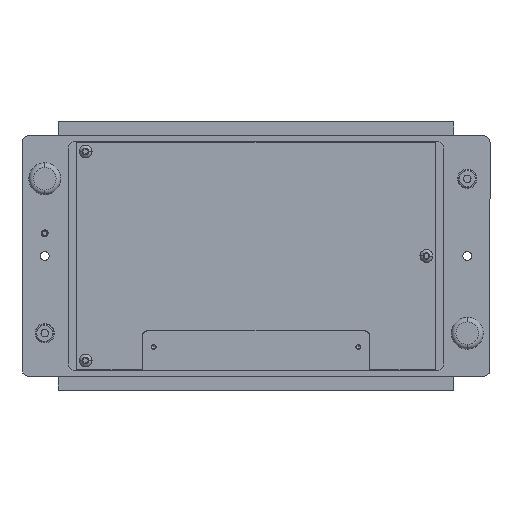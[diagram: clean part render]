
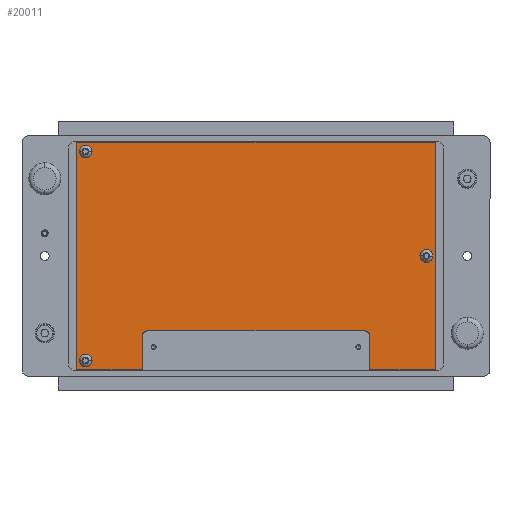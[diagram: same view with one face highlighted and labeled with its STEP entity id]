
A CAD part, front view. The second image highlights one B-rep face of the part: STEP entity #20011.
In plain terms, the highlighted planar face has unit normal (0, -1, 0).
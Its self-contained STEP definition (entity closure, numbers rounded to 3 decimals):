
#156 = EDGE_CURVE ( 'NONE', #19094, #14061, #17549, .T. ) ;
#218 = DIRECTION ( 'NONE',  ( 1., 0., 0. ) ) ;
#244 = EDGE_CURVE ( 'NONE', #3330, #23050, #11133, .T. ) ;
#351 = VERTEX_POINT ( 'NONE', #18480 ) ;
#750 = VECTOR ( 'NONE', #218, 1000. ) ;
#924 = EDGE_CURVE ( 'NONE', #2298, #3330, #7781, .T. ) ;
#937 = LINE ( 'NONE', #5998, #19905 ) ;
#1315 = VERTEX_POINT ( 'NONE', #7363 ) ;
#2059 = DIRECTION ( 'NONE',  ( 0., 0., -1. ) ) ;
#2212 = DIRECTION ( 'NONE',  ( 0., 0., -1. ) ) ;
#2298 = VERTEX_POINT ( 'NONE', #10074 ) ;
#2304 = CARTESIAN_POINT ( 'NONE',  ( -75., 0., 47.6 ) ) ;
#2823 = ORIENTED_EDGE ( 'NONE', *, *, #12498, .T. ) ;
#2824 = CARTESIAN_POINT ( 'NONE',  ( -79., 0., -50. ) ) ;
#3221 = VERTEX_POINT ( 'NONE', #2304 ) ;
#3232 = EDGE_CURVE ( 'NONE', #20467, #19094, #6110, .T. ) ;
#3330 = VERTEX_POINT ( 'NONE', #22731 ) ;
#3358 = VECTOR ( 'NONE', #9983, 1000. ) ;
#3532 = DIRECTION ( 'NONE',  ( 0., 0., 1. ) ) ;
#4087 = CIRCLE ( 'NONE', #18493, 2. ) ;
#4116 = DIRECTION ( 'NONE',  ( 0., 0., 1. ) ) ;
#4145 = EDGE_CURVE ( 'NONE', #10916, #7006, #7697, .T. ) ;
#4224 = LINE ( 'NONE', #6544, #10622 ) ;
#4287 = DIRECTION ( 'NONE',  ( 0., 0., 1. ) ) ;
#4469 = ORIENTED_EDGE ( 'NONE', *, *, #21840, .T. ) ;
#4526 = CIRCLE ( 'NONE', #12545, 1.6 ) ;
#4766 = CARTESIAN_POINT ( 'NONE',  ( -50., 0., -35. ) ) ;
#5043 = ORIENTED_EDGE ( 'NONE', *, *, #156, .T. ) ;
#5278 = CARTESIAN_POINT ( 'NONE',  ( 48., 0., -33. ) ) ;
#5302 = VECTOR ( 'NONE', #9534, 1000. ) ;
#5376 = EDGE_CURVE ( 'NONE', #20467, #1315, #15704, .T. ) ;
#5436 = CARTESIAN_POINT ( 'NONE',  ( -48., 0., -35. ) ) ;
#5471 = DIRECTION ( 'NONE',  ( 0., 0., 1. ) ) ;
#5538 = ORIENTED_EDGE ( 'NONE', *, *, #244, .F. ) ;
#5546 = CIRCLE ( 'NONE', #13486, 1.6 ) ;
#5575 = EDGE_LOOP ( 'NONE', ( #10170, #4469 ) ) ;
#5732 = FACE_OUTER_BOUND ( 'NONE', #21426, .T. ) ;
#5813 = CARTESIAN_POINT ( 'NONE',  ( -75., 0., 46. ) ) ;
#5998 = CARTESIAN_POINT ( 'NONE',  ( -79., 0., 50. ) ) ;
#6009 = ORIENTED_EDGE ( 'NONE', *, *, #7791, .T. ) ;
#6056 = CARTESIAN_POINT ( 'NONE',  ( 75., 0., 0. ) ) ;
#6110 = LINE ( 'NONE', #16769, #19749 ) ;
#6544 = CARTESIAN_POINT ( 'NONE',  ( 50., 0., -50. ) ) ;
#6698 = ORIENTED_EDGE ( 'NONE', *, *, #4145, .T. ) ;
#6742 = ORIENTED_EDGE ( 'NONE', *, *, #8713, .T. ) ;
#7006 = VERTEX_POINT ( 'NONE', #7226 ) ;
#7185 = VERTEX_POINT ( 'NONE', #12980 ) ;
#7226 = CARTESIAN_POINT ( 'NONE',  ( -75., 0., -47.6 ) ) ;
#7363 = CARTESIAN_POINT ( 'NONE',  ( -79., 0., -50. ) ) ;
#7578 = DIRECTION ( 'NONE',  ( 0., 0., 1. ) ) ;
#7644 = DIRECTION ( 'NONE',  ( 0., 1., 0. ) ) ;
#7697 = CIRCLE ( 'NONE', #17038, 1.6 ) ;
#7781 = LINE ( 'NONE', #11743, #3358 ) ;
#7791 = EDGE_CURVE ( 'NONE', #3221, #17677, #16381, .T. ) ;
#8016 = DIRECTION ( 'NONE',  ( 0., 0., -1. ) ) ;
#8144 = AXIS2_PLACEMENT_3D ( 'NONE', #5436, #16211, #2059 ) ;
#8713 = EDGE_CURVE ( 'NONE', #7006, #10916, #8821, .T. ) ;
#8759 = FACE_BOUND ( 'NONE', #20955, .T. ) ;
#8821 = CIRCLE ( 'NONE', #17413, 1.6 ) ;
#9097 = CARTESIAN_POINT ( 'NONE',  ( -79., 0., 50. ) ) ;
#9344 = VECTOR ( 'NONE', #22359, 1000. ) ;
#9374 = DIRECTION ( 'NONE',  ( 0., 0., -1. ) ) ;
#9534 = DIRECTION ( 'NONE',  ( -1., 0., 0. ) ) ;
#9725 = ORIENTED_EDGE ( 'NONE', *, *, #18776, .F. ) ;
#9916 = VERTEX_POINT ( 'NONE', #12355 ) ;
#9983 = DIRECTION ( 'NONE',  ( 0., 0., -1. ) ) ;
#10074 = CARTESIAN_POINT ( 'NONE',  ( 79., 0., 50. ) ) ;
#10170 = ORIENTED_EDGE ( 'NONE', *, *, #22529, .T. ) ;
#10203 = CARTESIAN_POINT ( 'NONE',  ( -75., 0., -44.4 ) ) ;
#10521 = CARTESIAN_POINT ( 'NONE',  ( -75., 0., -46. ) ) ;
#10522 = CIRCLE ( 'NONE', #16737, 1.6 ) ;
#10603 = CARTESIAN_POINT ( 'NONE',  ( -75., 0., 44.4 ) ) ;
#10622 = VECTOR ( 'NONE', #8016, 1000. ) ;
#10716 = FACE_BOUND ( 'NONE', #16763, .T. ) ;
#10916 = VERTEX_POINT ( 'NONE', #10203 ) ;
#11087 = CARTESIAN_POINT ( 'NONE',  ( -79., 0., -50. ) ) ;
#11133 = LINE ( 'NONE', #11087, #5302 ) ;
#11743 = CARTESIAN_POINT ( 'NONE',  ( 79., 0., 50. ) ) ;
#12355 = CARTESIAN_POINT ( 'NONE',  ( 75., 0., -1.6 ) ) ;
#12498 = EDGE_CURVE ( 'NONE', #19160, #7185, #4087, .T. ) ;
#12545 = AXIS2_PLACEMENT_3D ( 'NONE', #19347, #15506, #21178 ) ;
#12564 = EDGE_CURVE ( 'NONE', #14061, #19160, #18840, .T. ) ;
#12713 = CARTESIAN_POINT ( 'NONE',  ( 48., 0., -35. ) ) ;
#12980 = CARTESIAN_POINT ( 'NONE',  ( 50., 0., -35. ) ) ;
#12997 = VERTEX_POINT ( 'NONE', #14803 ) ;
#13130 = ORIENTED_EDGE ( 'NONE', *, *, #23053, .T. ) ;
#13486 = AXIS2_PLACEMENT_3D ( 'NONE', #15496, #17060, #19113 ) ;
#13780 = EDGE_CURVE ( 'NONE', #1315, #12997, #937, .T. ) ;
#14061 = VERTEX_POINT ( 'NONE', #21116 ) ;
#14115 = CARTESIAN_POINT ( 'NONE',  ( -79., 0., -50. ) ) ;
#14803 = CARTESIAN_POINT ( 'NONE',  ( -79., 0., 50. ) ) ;
#15496 = CARTESIAN_POINT ( 'NONE',  ( -75., 0., 46. ) ) ;
#15506 = DIRECTION ( 'NONE',  ( 0., 1., 0. ) ) ;
#15594 = AXIS2_PLACEMENT_3D ( 'NONE', #5813, #20307, #2212 ) ;
#15704 = LINE ( 'NONE', #14115, #16267 ) ;
#15774 = CARTESIAN_POINT ( 'NONE',  ( -75., 0., -46. ) ) ;
#16070 = CARTESIAN_POINT ( 'NONE',  ( -50., 0., -50. ) ) ;
#16121 = CARTESIAN_POINT ( 'NONE',  ( 50., 0., -50. ) ) ;
#16211 = DIRECTION ( 'NONE',  ( 0., 1., 0. ) ) ;
#16267 = VECTOR ( 'NONE', #22977, 1000. ) ;
#16381 = CIRCLE ( 'NONE', #15594, 1.6 ) ;
#16737 = AXIS2_PLACEMENT_3D ( 'NONE', #6056, #21895, #7578 ) ;
#16763 = EDGE_LOOP ( 'NONE', ( #6009, #13130 ) ) ;
#16769 = CARTESIAN_POINT ( 'NONE',  ( -50., 0., -50. ) ) ;
#16871 = ORIENTED_EDGE ( 'NONE', *, *, #3232, .T. ) ;
#16886 = PLANE ( 'NONE',  #17609 ) ;
#16998 = ORIENTED_EDGE ( 'NONE', *, *, #924, .F. ) ;
#17038 = AXIS2_PLACEMENT_3D ( 'NONE', #15774, #17594, #5471 ) ;
#17060 = DIRECTION ( 'NONE',  ( 0., 1., 0. ) ) ;
#17115 = DIRECTION ( 'NONE',  ( 0., -1., 0. ) ) ;
#17197 = DIRECTION ( 'NONE',  ( 0., 0., -1. ) ) ;
#17413 = AXIS2_PLACEMENT_3D ( 'NONE', #10521, #17738, #3532 ) ;
#17549 = CIRCLE ( 'NONE', #8144, 2. ) ;
#17594 = DIRECTION ( 'NONE',  ( 0., 1., 0. ) ) ;
#17609 = AXIS2_PLACEMENT_3D ( 'NONE', #2824, #17115, #17197 ) ;
#17677 = VERTEX_POINT ( 'NONE', #10603 ) ;
#17738 = DIRECTION ( 'NONE',  ( 0., 1., 0. ) ) ;
#17746 = LINE ( 'NONE', #9097, #750 ) ;
#18480 = CARTESIAN_POINT ( 'NONE',  ( 75., 0., 1.6 ) ) ;
#18493 = AXIS2_PLACEMENT_3D ( 'NONE', #12713, #7644, #9374 ) ;
#18776 = EDGE_CURVE ( 'NONE', #12997, #2298, #17746, .T. ) ;
#18840 = LINE ( 'NONE', #20223, #9344 ) ;
#18938 = ORIENTED_EDGE ( 'NONE', *, *, #21697, .T. ) ;
#19094 = VERTEX_POINT ( 'NONE', #4766 ) ;
#19113 = DIRECTION ( 'NONE',  ( 0., 0., -1. ) ) ;
#19160 = VERTEX_POINT ( 'NONE', #5278 ) ;
#19347 = CARTESIAN_POINT ( 'NONE',  ( 75., 0., 0. ) ) ;
#19492 = ORIENTED_EDGE ( 'NONE', *, *, #12564, .T. ) ;
#19749 = VECTOR ( 'NONE', #4116, 1000. ) ;
#19905 = VECTOR ( 'NONE', #4287, 1000. ) ;
#20011 = ADVANCED_FACE ( 'NONE', ( #5732, #10716, #22490, #8759 ), #16886, .T. ) ;
#20223 = CARTESIAN_POINT ( 'NONE',  ( -48., 0., -33. ) ) ;
#20307 = DIRECTION ( 'NONE',  ( 0., 1., 0. ) ) ;
#20467 = VERTEX_POINT ( 'NONE', #16070 ) ;
#20763 = ORIENTED_EDGE ( 'NONE', *, *, #5376, .F. ) ;
#20955 = EDGE_LOOP ( 'NONE', ( #6698, #6742 ) ) ;
#21116 = CARTESIAN_POINT ( 'NONE',  ( -48., 0., -33. ) ) ;
#21130 = ORIENTED_EDGE ( 'NONE', *, *, #13780, .F. ) ;
#21178 = DIRECTION ( 'NONE',  ( 0., 0., 1. ) ) ;
#21426 = EDGE_LOOP ( 'NONE', ( #16871, #5043, #19492, #2823, #18938, #5538, #16998, #9725, #21130, #20763 ) ) ;
#21697 = EDGE_CURVE ( 'NONE', #7185, #23050, #4224, .T. ) ;
#21840 = EDGE_CURVE ( 'NONE', #9916, #351, #4526, .T. ) ;
#21895 = DIRECTION ( 'NONE',  ( 0., 1., 0. ) ) ;
#22359 = DIRECTION ( 'NONE',  ( 1., 0., 0. ) ) ;
#22490 = FACE_BOUND ( 'NONE', #5575, .T. ) ;
#22529 = EDGE_CURVE ( 'NONE', #351, #9916, #10522, .T. ) ;
#22731 = CARTESIAN_POINT ( 'NONE',  ( 79., 0., -50. ) ) ;
#22977 = DIRECTION ( 'NONE',  ( -1., 0., 0. ) ) ;
#23050 = VERTEX_POINT ( 'NONE', #16121 ) ;
#23053 = EDGE_CURVE ( 'NONE', #17677, #3221, #5546, .T. ) ;
